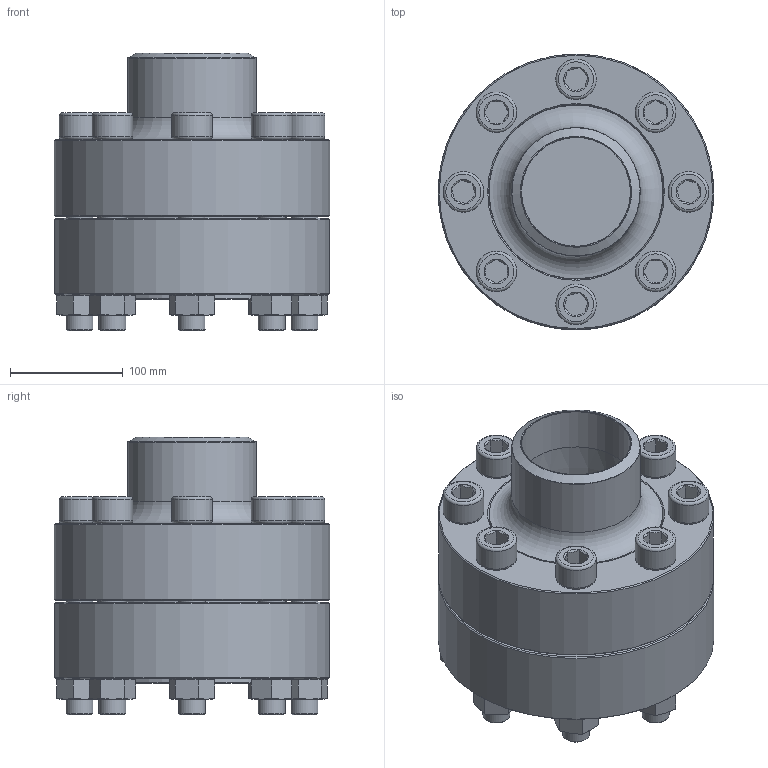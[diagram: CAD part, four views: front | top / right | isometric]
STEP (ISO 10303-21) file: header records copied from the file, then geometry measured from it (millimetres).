
FILE_DESCRIPTION(/* description */ (''),/* implementation_level */ '2;1');
FILE_NAME(/* name */ 'FKB100-316.stp',/* time_stamp */ '2025-01-07T12:32:13+01:00',/* author */ (''),/* organization */ (''),/* preprocessor_version */ 'ST-DEVELOPER v16',/* originating_system */ 'SIEMENS PLM Software NX 10.0',/* authorisation */ '');
FILE_SCHEMA (('AUTOMOTIVE_DESIGN { 1 0 10303 214 3 1 1 1 }'));
Length unit declared in the file: millimetre
Products named in the file (7): X-Mutter; X-FK_blind; AVIT_X-O; X-FA; X-Schraube; X-FKV_rund; FKB_rund
Assembly tree (21 placements, depth 2):
  FKB_rund
    X-FKV_rund  x2
    X-Schraube  x8
    X-FA
    AVIT_X-O
    X-FK_blind
    X-Mutter  x8
Bounding box: 245 x 245 x 247 mm (x, y, z)
Volume: 6460856 mm3; surface area: 763455.8 mm2
Topology: 21 solids, 21 shells, 461 faces, 921 edges, 522 vertices
Faces by surface type: cone 219, plane 158, cylinder 63, torus 21
Full cylindrical faces by diameter (mm): 21.939 x8, 24 x16, 25 x16, 36 x8, 96.7 x1, 105 x1, 114.3 x1, 115 x1, 130.378 x1, 154.5 x2, 155 x2, 168 x2, 169 x2, 245 x2
Entity records: 2829 total; most frequent: CARTESIAN_POINT 506, DIRECTION 488, ORIENTED_EDGE 300, AXIS2_PLACEMENT_3D 235, EDGE_LOOP 202, FACE_BOUND 169, EDGE_CURVE 150, VERTEX_POINT 121
